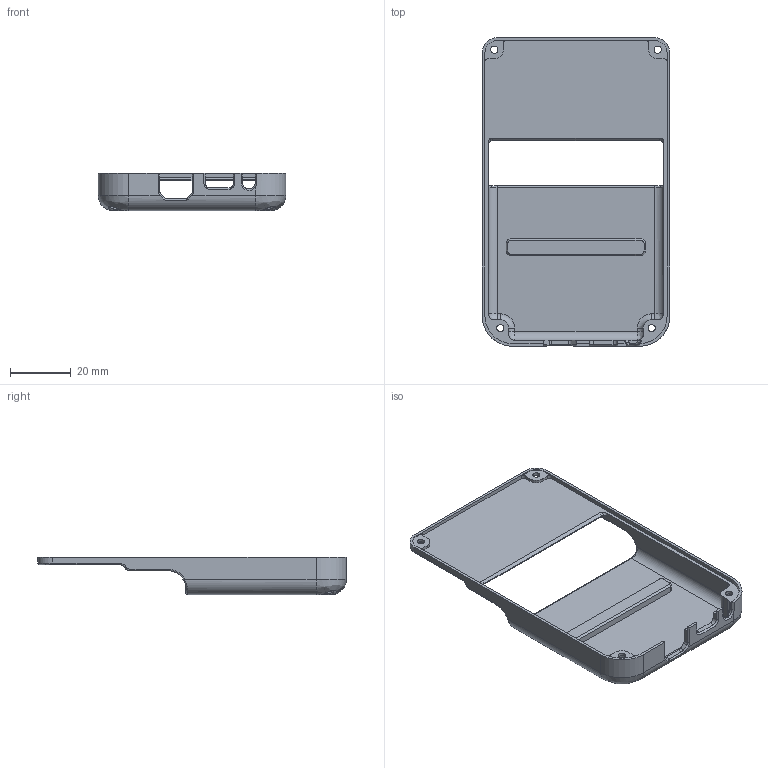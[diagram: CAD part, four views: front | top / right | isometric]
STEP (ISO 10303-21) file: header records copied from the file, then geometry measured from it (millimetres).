
FILE_DESCRIPTION(/* description */ (''),/* implementation_level */ '2;1');
FILE_NAME(/* name */ 'tbcBack071524.step',/* time_stamp */ '2024-07-15T21:27:10-07:00',/* author */ (''),/* organization */ (''),/* preprocessor_version */ 'ST-DEVELOPER v20',/* originating_system */ 'Autodesk Translation Framework v13.14.0.145',/* authorisation */ '');
FILE_SCHEMA (('AUTOMOTIVE_DESIGN { 1 0 10303 214 3 1 1 }'));
Length unit declared in the file: millimetre
Products named in the file (1): BackShell
Bounding box: 62 x 102 x 12.3 mm (x, y, z)
Volume: 10722.8 mm3; surface area: 15047.7 mm2
Topology: 1 solids, 1 shells, 762 faces, 1872 edges, 1137 vertices
Faces by surface type: plane 363, cylinder 212, cone 137, torus 26, bspline 24
Full cylindrical faces by diameter (mm): 2.4 x4, 4 x2, 4.5 x2
Entity records: 22854 total; most frequent: CARTESIAN_POINT 4608, DIRECTION 3909, ORIENTED_EDGE 3744, EDGE_CURVE 1872, AXIS2_PLACEMENT_3D 1353, LINE 1203, VECTOR 1203, VERTEX_POINT 1137
